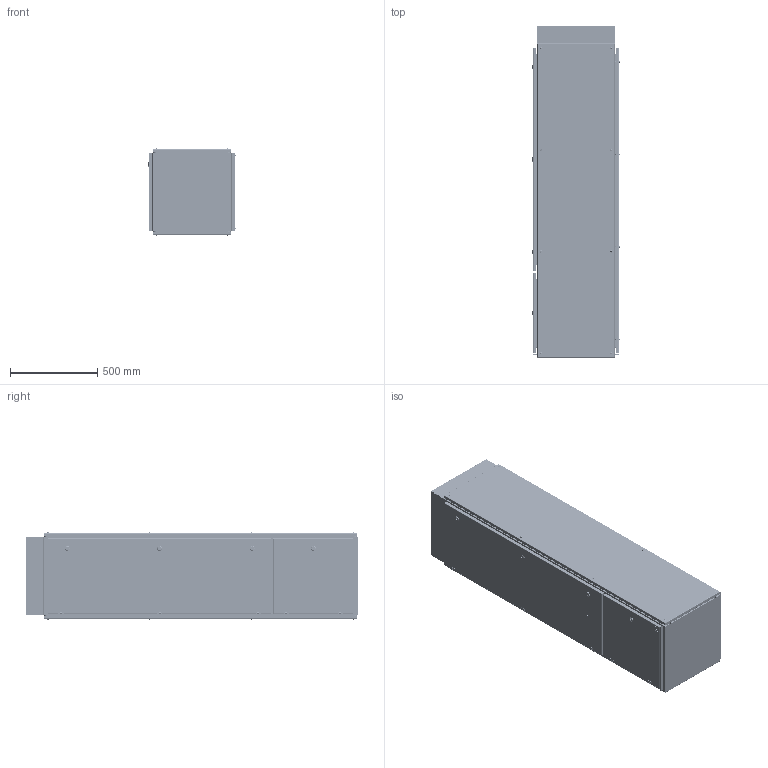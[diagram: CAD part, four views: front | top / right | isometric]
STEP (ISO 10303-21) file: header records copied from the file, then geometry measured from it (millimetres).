
FILE_DESCRIPTION (( 'STEP AP214' ), '1' );
FILE_NAME ('mb15-13-54m Êàðêàñ ÂÐÓ-2 Unit S ñâàðíîé (1800õ450õ450) IP54 EKF PROxima.STEP', '2021-02-04T13:03:59', ( '' ), ( '' ), 'SwSTEP 2.0', 'SolidWorks 2021', '' );
FILE_SCHEMA (( 'AUTOMOTIVE_DESIGN' ));
Length unit declared in the file: millimetre
Products named in the file (46): ÓÊ ÌÈ-2032 íà äâåðü íèæí; ÌÈ-2026.01.00.001 Øâåëëåð áîêîâîé; ÌÈ-2026.03.00.001 Ñòåíêà áîêîâàÿ; 侲膹樥罻 EKF_00; ÓÊ ÌÈ-2026 íà ôàëüøïàíåëü; ��-2032.01.00.002 ������ �������_�ࠢ��; hex flange bolt_din_DIN 6921 - M8 x 16 x 16-N; plain washer grade a_din_PreviewCfg; øïèëüêà îáìåäíåííàÿ Ì6õ12; Çàìîê áîëüøîé; ÓÊ ÌÈ-2032 íà äâåðü âåðõí; ÌÈ-2026.01.01.001 Áàëêà; ﾌﾈ-2026.01.00.003 ﾊ; pan head cross recess screw_din_DIN EN ISO 7045 - M4 x 6 - Z - 6N; ÌÈ-2026.01.00.004 Ðåéêà; ÌÈ-2026.04.00.001 Ñòåíêà çàäíÿÿ; ÓÊ ÌÈ-2026 íà áîêîâóþ ñòåíêó; ÌÈ-2032.02.00.001 Äâåðü âåðõíÿÿ; ÌÈ-2032.01.01.001 Ïåðåãîðîäêà; pan head cross recess screw_din_DIN EN ISO 7045 - M4 x 30 - Z - 30N; Çàêëåïêà öèëèíäðè÷åñêàÿ Ì4 ÑÒ-Á ñ âíóòðåííåé ðåçüáîé_Œ8; ÌÈ-2026.06.00.001 Êîñûíêà; hex screw gradeab_din_DIN EN 24017 - M8 x 16-N; ÌÈ-2026.05.00.000 Ôàëüøïàíåëü â ñáîðå; ﾌﾈ-2032.03.00.001 ﾄ粢 湜跫; ïåòëÿ êîðïóñà-1; ÌÈ-2032.01.00.000 Êàðêàñ â ñáîðå; ÌÈ-2026.06.00.002 Øâåëëåð 450; ÌÈ-2032.03.00.000 Äâåðü íèæíÿÿ â ñáîðå; 邮 倘-2026 磬 耱屙牦 玎漤; Øàéáà êðîâåëüíàÿ 7õ14; ïåòëÿ 1-1; ÌÈ-2032.01.01.000 Ïåðåãîðîäêà â ñáîðå; ÌÈ-2026.03.00.000 Ñòåíêà áîêîâàÿ â ñáîðå; Íàêëåéêà_ìîëíèÿ; hex flange nut_din_Hexagon Flange Nut DIN 6923 - M6 - N; mb15-13-54m Êàðêàñ ÂÐÓ-2 Unit S ñâàðíîé (1800õ450õ450) IP54 EKF PROxima; hex nut gradec_din_Hexagon Nut ISO 4034 - M8 - N; ÌÈ-2026.01.00.002 Ñòîéêà óãëîâàÿ; ÌÈ-2032.02.00.000 Äâåðü âåðõíÿÿ â ñáîðå ...
Assembly tree (177 placements, depth 4):
  mb15-13-54m Êàðêàñ ÂÐÓ-2 Unit S ñâàðíîé (1800õ450õ450) IP54 EKF PROxima
    ÌÈ-2032.01.00.000 Êàðêàñ â ñáîðå
      ��-2032.01.00.002 ������ �������_�ࠢ��
      ÌÈ-2032.01.00.002 Ñòîéêà óãëîâàÿ_‹¥¢ ï
      ÌÈ-2026.01.00.002 Ñòîéêà óãëîâàÿ  x2
      ﾌﾈ-2026.01.00.003 ﾊ
      ÌÈ-2026.01.01.001 Áàëêà  x2
      ÌÈ-2026.01.00.001 Øâåëëåð áîêîâîé  x4
      ÌÈ-2026.01.00.004 Ðåéêà  x6
      ÌÈ-2026.01.01.000 Áàëêà â ñáîðå  x2
        ÌÈ-2026.01.01.001 Áàëêà
        øïèëüêà îáìåäíåííàÿ Ì6õ12
      Çàêëåïêà öèëèíäðè÷åñêàÿ Ì4 ÑÒ-Á ñ âíóòðåííåé ðåçüáîé_Œ8  x32
      ÌÈ-2032.01.01.000 Ïåðåãîðîäêà â ñáîðå
        ÌÈ-2032.01.01.001 Ïåðåãîðîäêà
        øïèëüêà îáìåäíåííàÿ Ì6õ12
    ÌÈ-2026.04.00.000 Ñòåíêà çàäíÿÿ â ñáîðå
      ÌÈ-2026.04.00.001 Ñòåíêà çàäíÿÿ
      邮 倘-2026 磬 耱屙牦 玎漤
    ÌÈ-2026.05.00.000 Ôàëüøïàíåëü â ñáîðå
      ÌÈ-2026.05.00.001 Ôàëüøïàíåëü
      ÓÊ ÌÈ-2026 íà ôàëüøïàíåëü
    ÌÈ-2026.03.00.000 Ñòåíêà áîêîâàÿ â ñáîðå  x2
      ÌÈ-2026.03.00.001 Ñòåíêà áîêîâàÿ
      ÓÊ ÌÈ-2026 íà áîêîâóþ ñòåíêó
    ÌÈ-2032.02.00.000 Äâåðü âåðõíÿÿ â ñáîðå
      ÌÈ-2032.02.00.001 Äâåðü âåðõíÿÿ
      ÓÊ ÌÈ-2032 íà äâåðü âåðõí
      øïèëüêà îáìåäíåííàÿ Ì6õ12
    ïåòëÿ êîðïóñà-1  x5
    ïåòëÿ 1-1  x5
    Çàìîê áîëüøîé  x4
    hex flange nut_din_Hexagon Flange Nut DIN 6923 - M6 - N  x2
    pan head cross recess screw_din_DIN EN ISO 7045 - M4 x 6 - Z - 6N  x24
    pan head cross recess screw_din_DIN EN ISO 7045 - M4 x 30 - Z - 30N  x8
    hex flange bolt_din_DIN 6921 - M8 x 16 x 16-N  x5
    Øïèëüêà Ð=1  x2
    ÌÈ-2026.06.00.000 Öîêîëü â ñáîðå
      ÌÈ-2026.06.00.002 Øâåëëåð 450  x4
      ÌÈ-2026.06.00.001 Êîñûíêà  x4
    hex screw gradeab_din_DIN EN 24017 - M8 x 16-N  x4
    plain washer grade a_din_PreviewCfg  x4
    hex nut gradec_din_Hexagon Nut ISO 4034 - M8 - N  x4
    侲膹樥罻 EKF_00
    Íàêëåéêà_ìîëíèÿ
    ÌÈ-2032.03.00.000 Äâåðü íèæíÿÿ â ñáîðå
      ﾌﾈ-2032.03.00.001 ﾄ粢 湜跫
      ÓÊ ÌÈ-2032 íà äâåðü íèæí
      øïèëüêà îáìåäíåííàÿ Ì6õ12
    Øàéáà êðîâåëüíàÿ 7õ14  x24
Bounding box: 500.12 x 1901 x 500.04 mm (x, y, z)
Volume: 6975061.8 mm3; surface area: 11957119.3 mm2
Topology: 173 solids, 193 shells, 10054 faces, 25765 edges, 16420 vertices
Faces by surface type: plane 5174, bspline 1950, cylinder 1768, cone 768, torus 330, sphere 64
Entity records: 60827 total; most frequent: CARTESIAN_POINT 15640, DIRECTION 8577, ORIENTED_EDGE 8482, EDGE_CURVE 4241, AXIS2_PLACEMENT_3D 2974, VECTOR 2629, LINE 2629, VERTEX_POINT 2611
